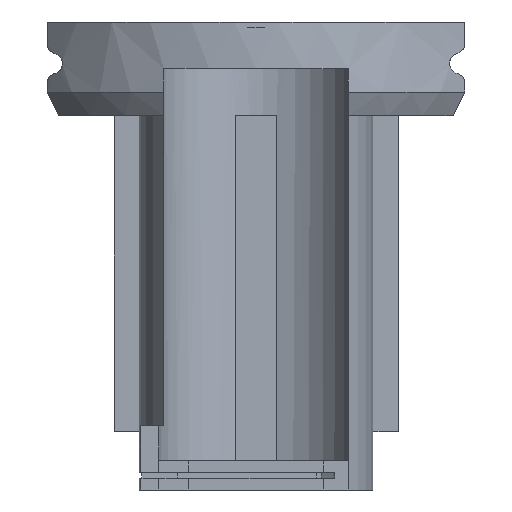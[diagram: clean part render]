
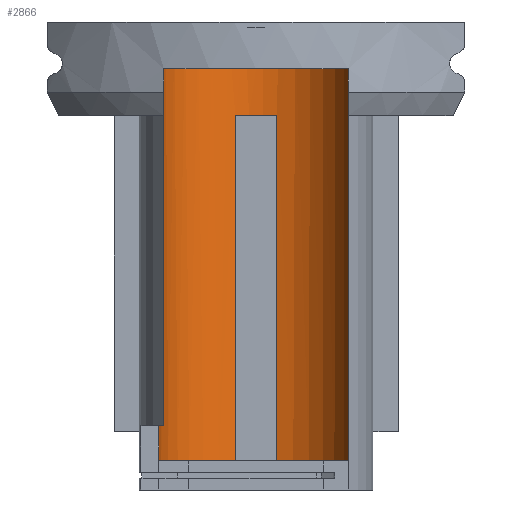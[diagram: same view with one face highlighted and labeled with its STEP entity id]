
A CAD part, left-side view. The second image highlights one B-rep face of the part: STEP entity #2866.
In plain terms, the highlighted cylindrical face has radius 8.5 mm (diameter 17 mm), a full revolution.
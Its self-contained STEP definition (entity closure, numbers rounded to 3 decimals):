
#186=CYLINDRICAL_SURFACE('',#3074,8.5);
#290=FACE_OUTER_BOUND('',#452,.T.);
#452=EDGE_LOOP('',(#2470,#2471,#2472,#2473,#2474,#2475,#2476,#2477,#2478,
#2479,#2480,#2481,#2482,#2483,#2484,#2485,#2486,#2487,#2488,#2489,#2490,
#2491));
#730=LINE('',#4692,#1057);
#732=LINE('',#4695,#1059);
#746=LINE('',#4725,#1073);
#747=LINE('',#4727,#1074);
#748=LINE('',#4731,#1075);
#749=LINE('',#4735,#1076);
#750=LINE('',#4739,#1077);
#751=LINE('',#4744,#1078);
#752=LINE('',#4748,#1079);
#753=LINE('',#4752,#1080);
#1057=VECTOR('',#3643,10.);
#1059=VECTOR('',#3645,10.);
#1073=VECTOR('',#3673,10.);
#1074=VECTOR('',#3674,10.);
#1075=VECTOR('',#3677,8.5);
#1076=VECTOR('',#3680,10.);
#1077=VECTOR('',#3683,10.);
#1078=VECTOR('',#3688,10.);
#1079=VECTOR('',#3691,10.);
#1080=VECTOR('',#3694,10.);
#1195=CIRCLE('',#3014,8.5);
#1204=CIRCLE('',#3067,8.5);
#1205=CIRCLE('',#3075,8.5);
#1206=CIRCLE('',#3076,8.5);
#1207=CIRCLE('',#3077,8.5);
#1208=CIRCLE('',#3078,8.5);
#1209=CIRCLE('',#3079,8.5);
#1210=CIRCLE('',#3080,8.5);
#1211=CIRCLE('',#3081,8.5);
#1212=CIRCLE('',#3082,8.5);
#1213=CIRCLE('',#3083,8.5);
#1353=VERTEX_POINT('',#4433);
#1354=VERTEX_POINT('',#4435);
#1434=VERTEX_POINT('',#4686);
#1435=VERTEX_POINT('',#4687);
#1436=VERTEX_POINT('',#4691);
#1437=VERTEX_POINT('',#4693);
#1446=VERTEX_POINT('',#4723);
#1447=VERTEX_POINT('',#4726);
#1448=VERTEX_POINT('',#4728);
#1449=VERTEX_POINT('',#4730);
#1450=VERTEX_POINT('',#4732);
#1451=VERTEX_POINT('',#4734);
#1452=VERTEX_POINT('',#4736);
#1453=VERTEX_POINT('',#4738);
#1454=VERTEX_POINT('',#4741);
#1455=VERTEX_POINT('',#4743);
#1456=VERTEX_POINT('',#4745);
#1457=VERTEX_POINT('',#4747);
#1458=VERTEX_POINT('',#4749);
#1459=VERTEX_POINT('',#4751);
#1669=EDGE_CURVE('',#1353,#1354,#1195,.T.);
#1796=EDGE_CURVE('',#1434,#1435,#1204,.T.);
#1798=EDGE_CURVE('',#1436,#1434,#730,.T.);
#1800=EDGE_CURVE('',#1435,#1437,#732,.T.);
#1814=EDGE_CURVE('',#1437,#1446,#1205,.T.);
#1815=EDGE_CURVE('',#1446,#1354,#746,.T.);
#1816=EDGE_CURVE('',#1447,#1353,#747,.T.);
#1817=EDGE_CURVE('',#1448,#1447,#1206,.T.);
#1818=EDGE_CURVE('',#1448,#1449,#748,.T.);
#1819=EDGE_CURVE('',#1449,#1450,#1207,.T.);
#1820=EDGE_CURVE('',#1450,#1451,#749,.T.);
#1821=EDGE_CURVE('',#1451,#1452,#1208,.T.);
#1822=EDGE_CURVE('',#1452,#1453,#750,.T.);
#1823=EDGE_CURVE('',#1453,#1449,#1209,.T.);
#1824=EDGE_CURVE('',#1454,#1448,#1210,.T.);
#1825=EDGE_CURVE('',#1454,#1455,#751,.T.);
#1826=EDGE_CURVE('',#1456,#1455,#1211,.T.);
#1827=EDGE_CURVE('',#1456,#1457,#752,.T.);
#1828=EDGE_CURVE('',#1457,#1458,#1212,.T.);
#1829=EDGE_CURVE('',#1458,#1459,#753,.T.);
#1830=EDGE_CURVE('',#1459,#1436,#1213,.T.);
#2470=ORIENTED_EDGE('',*,*,#1798,.T.);
#2471=ORIENTED_EDGE('',*,*,#1796,.T.);
#2472=ORIENTED_EDGE('',*,*,#1800,.T.);
#2473=ORIENTED_EDGE('',*,*,#1814,.T.);
#2474=ORIENTED_EDGE('',*,*,#1815,.T.);
#2475=ORIENTED_EDGE('',*,*,#1669,.F.);
#2476=ORIENTED_EDGE('',*,*,#1816,.F.);
#2477=ORIENTED_EDGE('',*,*,#1817,.F.);
#2478=ORIENTED_EDGE('',*,*,#1818,.T.);
#2479=ORIENTED_EDGE('',*,*,#1819,.T.);
#2480=ORIENTED_EDGE('',*,*,#1820,.T.);
#2481=ORIENTED_EDGE('',*,*,#1821,.T.);
#2482=ORIENTED_EDGE('',*,*,#1822,.T.);
#2483=ORIENTED_EDGE('',*,*,#1823,.T.);
#2484=ORIENTED_EDGE('',*,*,#1818,.F.);
#2485=ORIENTED_EDGE('',*,*,#1824,.F.);
#2486=ORIENTED_EDGE('',*,*,#1825,.T.);
#2487=ORIENTED_EDGE('',*,*,#1826,.F.);
#2488=ORIENTED_EDGE('',*,*,#1827,.T.);
#2489=ORIENTED_EDGE('',*,*,#1828,.T.);
#2490=ORIENTED_EDGE('',*,*,#1829,.T.);
#2491=ORIENTED_EDGE('',*,*,#1830,.T.);
#2866=ADVANCED_FACE('',(#290),#186,.F.);
#3014=AXIS2_PLACEMENT_3D('',#4436,#3414,#3415);
#3067=AXIS2_PLACEMENT_3D('',#4688,#3638,#3639);
#3074=AXIS2_PLACEMENT_3D('',#4722,#3669,#3670);
#3075=AXIS2_PLACEMENT_3D('',#4724,#3671,#3672);
#3076=AXIS2_PLACEMENT_3D('',#4729,#3675,#3676);
#3077=AXIS2_PLACEMENT_3D('',#4733,#3678,#3679);
#3078=AXIS2_PLACEMENT_3D('',#4737,#3681,#3682);
#3079=AXIS2_PLACEMENT_3D('',#4740,#3684,#3685);
#3080=AXIS2_PLACEMENT_3D('',#4742,#3686,#3687);
#3081=AXIS2_PLACEMENT_3D('',#4746,#3689,#3690);
#3082=AXIS2_PLACEMENT_3D('',#4750,#3692,#3693);
#3083=AXIS2_PLACEMENT_3D('',#4753,#3695,#3696);
#3414=DIRECTION('center_axis',(0.,0.,1.));
#3415=DIRECTION('ref_axis',(-0.375,-0.927,0.));
#3638=DIRECTION('center_axis',(0.,0.,-1.));
#3639=DIRECTION('ref_axis',(1.,0.,0.));
#3643=DIRECTION('',(0.,0.,1.));
#3645=DIRECTION('',(0.,0.,-1.));
#3669=DIRECTION('center_axis',(0.,0.,-1.));
#3670=DIRECTION('ref_axis',(1.,0.,0.));
#3671=DIRECTION('center_axis',(0.,0.,-1.));
#3672=DIRECTION('ref_axis',(1.,0.,0.));
#3673=DIRECTION('',(0.,0.,-1.));
#3674=DIRECTION('',(0.,0.,-1.));
#3675=DIRECTION('center_axis',(0.,0.,
1.));
#3676=DIRECTION('ref_axis',(1.,0.,0.));
#3677=DIRECTION('',(0.,0.,1.));
#3678=DIRECTION('center_axis',(0.,0.,1.));
#3679=DIRECTION('ref_axis',(1.,0.,0.));
#3680=DIRECTION('',(0.,0.,-1.));
#3681=DIRECTION('center_axis',(0.,0.,
1.));
#3682=DIRECTION('ref_axis',(1.,0.,0.));
#3683=DIRECTION('',(0.,0.,1.));
#3684=DIRECTION('center_axis',(0.,0.,1.));
#3685=DIRECTION('ref_axis',(1.,0.,0.));
#3686=DIRECTION('center_axis',(0.,0.,
1.));
#3687=DIRECTION('ref_axis',(1.,0.,0.));
#3688=DIRECTION('',(0.,0.,-1.));
#3689=DIRECTION('center_axis',(0.,0.,1.));
#3690=DIRECTION('ref_axis',(1.,0.,0.));
#3691=DIRECTION('',(0.,0.,-1.));
#3692=DIRECTION('center_axis',(0.,0.,-1.));
#3693=DIRECTION('ref_axis',(1.,0.,0.));
#3694=DIRECTION('',(0.,0.,1.));
#3695=DIRECTION('center_axis',(0.,0.,-1.));
#3696=DIRECTION('ref_axis',(1.,0.,0.));
#4433=CARTESIAN_POINT('',(-17.5,-7.882,-40.));
#4435=CARTESIAN_POINT('',(-16.1,-8.312,-40.));
#4436=CARTESIAN_POINT('Origin',(-14.314,-0.002,
-40.));
#4686=CARTESIAN_POINT('',(-6.,1.768,-8.));
#4687=CARTESIAN_POINT('',(-6.,-1.772,-8.));
#4688=CARTESIAN_POINT('Origin',(-14.314,-0.002,
-8.));
#4691=CARTESIAN_POINT('',(-6.,1.768,-37.5));
#4692=CARTESIAN_POINT('',(-6.,1.768,0.));
#4693=CARTESIAN_POINT('',(-6.,-1.772,-37.5));
#4695=CARTESIAN_POINT('',(-6.,-1.772,0.));
#4722=CARTESIAN_POINT('Origin',(-14.314,-0.002,
0.));
#4723=CARTESIAN_POINT('',(-16.1,-8.312,-37.5));
#4724=CARTESIAN_POINT('Origin',(-14.314,-0.002,
-37.5));
#4725=CARTESIAN_POINT('',(-16.1,-8.312,0.));
#4726=CARTESIAN_POINT('',(-17.5,-7.882,-4.));
#4727=CARTESIAN_POINT('',(-17.5,-7.882,0.));
#4728=CARTESIAN_POINT('',(-22.814,-0.002,-4.));
#4729=CARTESIAN_POINT('Origin',(-14.314,-0.002,
-4.));
#4730=CARTESIAN_POINT('',(-22.814,-0.002,-0.5));
#4731=CARTESIAN_POINT('',(-22.814,-0.002,0.));
#4732=CARTESIAN_POINT('',(-12.101,8.205,-0.5));
#4733=CARTESIAN_POINT('Origin',(-14.314,-0.002,
-0.5));
#4734=CARTESIAN_POINT('',(-12.101,8.205,-1.5));
#4735=CARTESIAN_POINT('',(-12.101,8.205,0.));
#4736=CARTESIAN_POINT('',(-16.101,8.308,-1.5));
#4737=CARTESIAN_POINT('Origin',(-14.314,-0.002,
-1.5));
#4738=CARTESIAN_POINT('',(-16.101,8.308,-0.5));
#4739=CARTESIAN_POINT('',(-16.101,8.308,0.));
#4740=CARTESIAN_POINT('Origin',(-14.314,-0.002,
-0.5));
#4741=CARTESIAN_POINT('',(-17.499,7.879,-4.));
#4742=CARTESIAN_POINT('Origin',(-14.314,-0.002,
-4.));
#4743=CARTESIAN_POINT('',(-17.499,7.879,-34.5));
#4744=CARTESIAN_POINT('',(-17.499,7.879,0.));
#4745=CARTESIAN_POINT('',(-16.101,8.308,-34.5));
#4746=CARTESIAN_POINT('Origin',(-14.314,-0.002,
-34.5));
#4747=CARTESIAN_POINT('',(-16.101,8.308,-38.5));
#4748=CARTESIAN_POINT('',(-16.101,8.308,-8.));
#4749=CARTESIAN_POINT('',(-16.1,8.308,-38.5));
#4750=CARTESIAN_POINT('Origin',(-14.314,-0.002,
-38.5));
#4751=CARTESIAN_POINT('',(-16.1,8.308,-37.5));
#4752=CARTESIAN_POINT('',(-16.1,8.308,0.));
#4753=CARTESIAN_POINT('Origin',(-14.314,-0.002,
-37.5));
